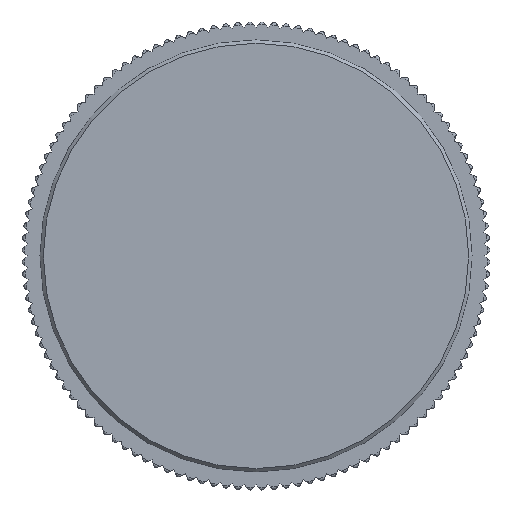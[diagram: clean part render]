
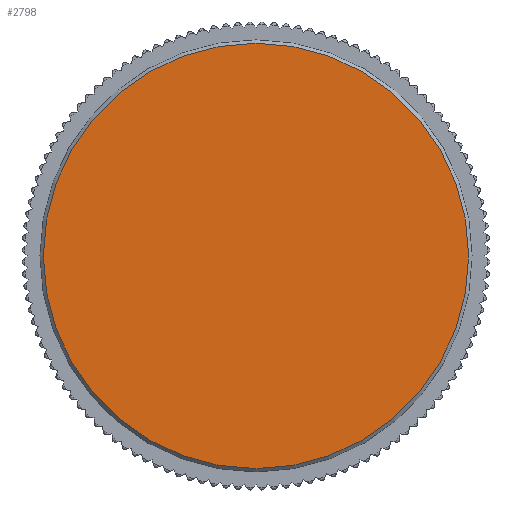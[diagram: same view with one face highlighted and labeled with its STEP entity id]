
A CAD part, top view. The second image highlights one B-rep face of the part: STEP entity #2798.
In plain terms, the highlighted planar face has unit normal (0, 0, 1).
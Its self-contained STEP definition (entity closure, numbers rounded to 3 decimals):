
#2798 = ADVANCED_FACE ( 'NONE', ( #19390 ), #30957, .T. ) ;
#3146 = CIRCLE ( 'NONE', #11614, 25.445 ) ;
#4176 = DIRECTION ( 'NONE',  ( 1., 0., 0. ) ) ;
#4767 = CARTESIAN_POINT ( 'NONE',  ( -25.445, 0., 5.8 ) ) ;
#7977 = CARTESIAN_POINT ( 'NONE',  ( -25.845, 0., 5.8 ) ) ;
#9754 = CARTESIAN_POINT ( 'NONE',  ( 25.445, 0., 5.8 ) ) ;
#10801 = EDGE_CURVE ( 'NONE', #20101, #24096, #22931, .T. ) ;
#11614 = AXIS2_PLACEMENT_3D ( 'NONE', #13544, #27982, #13340 ) ;
#13276 = CARTESIAN_POINT ( 'NONE',  ( 0., 0., 5.8 ) ) ;
#13340 = DIRECTION ( 'NONE',  ( 1., 0., 0. ) ) ;
#13544 = CARTESIAN_POINT ( 'NONE',  ( 0., 0., 5.8 ) ) ;
#18633 = EDGE_CURVE ( 'NONE', #24096, #20101, #3146, .T. ) ;
#19390 = FACE_OUTER_BOUND ( 'NONE', #34121, .T. ) ;
#19592 = DIRECTION ( 'NONE',  ( 0., 0., 1. ) ) ;
#19845 = ORIENTED_EDGE ( 'NONE', *, *, #18633, .T. ) ;
#20059 = AXIS2_PLACEMENT_3D ( 'NONE', #7977, #19592, #26397 ) ;
#20101 = VERTEX_POINT ( 'NONE', #4767 ) ;
#22329 = AXIS2_PLACEMENT_3D ( 'NONE', #13276, #30591, #4176 ) ;
#22931 = CIRCLE ( 'NONE', #22329, 25.445 ) ;
#24096 = VERTEX_POINT ( 'NONE', #9754 ) ;
#26397 = DIRECTION ( 'NONE',  ( 1., 0., 0. ) ) ;
#27982 = DIRECTION ( 'NONE',  ( 0., 0., 1. ) ) ;
#30591 = DIRECTION ( 'NONE',  ( 0., 0., 1. ) ) ;
#30957 = PLANE ( 'NONE',  #20059 ) ;
#34121 = EDGE_LOOP ( 'NONE', ( #34804, #19845 ) ) ;
#34804 = ORIENTED_EDGE ( 'NONE', *, *, #10801, .T. ) ;
